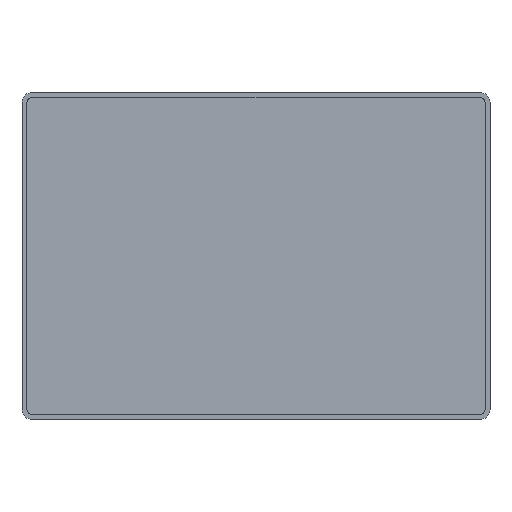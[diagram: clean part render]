
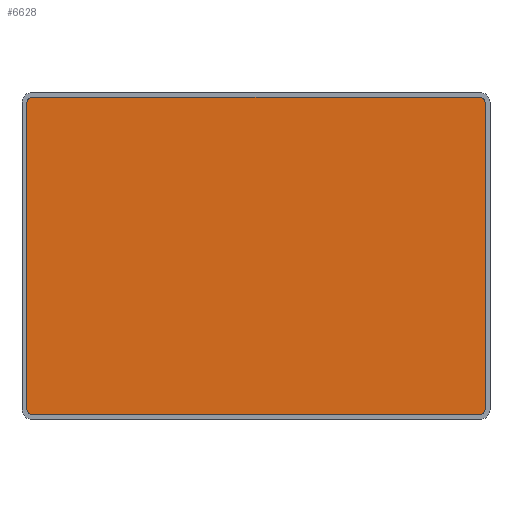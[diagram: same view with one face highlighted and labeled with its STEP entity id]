
A CAD part, top view. The second image highlights one B-rep face of the part: STEP entity #6628.
In plain terms, the highlighted planar face has unit normal (0, 0, 1).
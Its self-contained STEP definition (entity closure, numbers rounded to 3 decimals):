
#150=CIRCLE('',#7038,3.);
#151=CIRCLE('',#7041,3.);
#152=CIRCLE('',#7044,3.);
#153=CIRCLE('',#7047,3.);
#515=ORIENTED_EDGE('',*,*,#2362,.T.);
#516=ORIENTED_EDGE('',*,*,#2365,.T.);
#517=ORIENTED_EDGE('',*,*,#2367,.T.);
#518=ORIENTED_EDGE('',*,*,#2369,.T.);
#519=ORIENTED_EDGE('',*,*,#2371,.T.);
#520=ORIENTED_EDGE('',*,*,#2373,.T.);
#521=ORIENTED_EDGE('',*,*,#2375,.T.);
#522=ORIENTED_EDGE('',*,*,#2376,.T.);
#2362=EDGE_CURVE('',#3313,#3312,#150,.T.);
#2365=EDGE_CURVE('',#3312,#3314,#3960,.T.);
#2367=EDGE_CURVE('',#3314,#3315,#151,.T.);
#2369=EDGE_CURVE('',#3315,#3316,#3963,.T.);
#2371=EDGE_CURVE('',#3316,#3317,#152,.T.);
#2373=EDGE_CURVE('',#3317,#3318,#3966,.T.);
#2375=EDGE_CURVE('',#3318,#3319,#153,.T.);
#2376=EDGE_CURVE('',#3319,#3313,#3968,.T.);
#3312=VERTEX_POINT('',#9647);
#3313=VERTEX_POINT('',#9649);
#3314=VERTEX_POINT('',#9653);
#3315=VERTEX_POINT('',#9657);
#3316=VERTEX_POINT('',#9661);
#3317=VERTEX_POINT('',#9665);
#3318=VERTEX_POINT('',#9669);
#3319=VERTEX_POINT('',#9673);
#3960=LINE('',#9654,#4764);
#3963=LINE('',#9662,#4767);
#3966=LINE('',#9670,#4770);
#3968=LINE('',#9676,#4772);
#4764=VECTOR('',#7744,1000.);
#4767=VECTOR('',#7753,1000.);
#4770=VECTOR('',#7762,1000.);
#4772=VECTOR('',#7770,1000.);
#5509=EDGE_LOOP('',(#515,#516,#517,#518,#519,#520,#521,#522));
#5929=FACE_BOUND('',#5509,.T.);
#6322=PLANE('',#7049);
#6628=ADVANCED_FACE('',(#5929),#6322,.T.);
#7038=AXIS2_PLACEMENT_3D('',#9648,#7738,#7739);
#7041=AXIS2_PLACEMENT_3D('',#9658,#7748,#7749);
#7044=AXIS2_PLACEMENT_3D('',#9666,#7757,#7758);
#7047=AXIS2_PLACEMENT_3D('',#9674,#7766,#7767);
#7049=AXIS2_PLACEMENT_3D('',#9677,#7771,#7772);
#7738=DIRECTION('',(0.,0.,1.));
#7739=DIRECTION('',(1.,0.,0.));
#7744=DIRECTION('',(0.,-1.,0.));
#7748=DIRECTION('',(0.,0.,1.));
#7749=DIRECTION('',(1.,0.,0.));
#7753=DIRECTION('',(1.,0.,0.));
#7757=DIRECTION('',(0.,0.,1.));
#7758=DIRECTION('',(1.,0.,0.));
#7762=DIRECTION('',(0.,1.,0.));
#7766=DIRECTION('',(0.,0.,1.));
#7767=DIRECTION('',(1.,0.,0.));
#7770=DIRECTION('',(-1.,0.,0.));
#7771=DIRECTION('',(0.,0.,1.));
#7772=DIRECTION('',(1.,0.,0.));
#9647=CARTESIAN_POINT('',(-138.,92.5,0.5));
#9648=CARTESIAN_POINT('',(-135.,92.5,0.5));
#9649=CARTESIAN_POINT('',(-135.,95.5,0.5));
#9653=CARTESIAN_POINT('',(-138.,-92.5,0.5));
#9654=CARTESIAN_POINT('',(-138.,92.5,0.5));
#9657=CARTESIAN_POINT('',(-135.,-95.5,0.5));
#9658=CARTESIAN_POINT('',(-135.,-92.5,0.5));
#9661=CARTESIAN_POINT('',(135.,-95.5,0.5));
#9662=CARTESIAN_POINT('',(-135.,-95.5,0.5));
#9665=CARTESIAN_POINT('',(138.,-92.5,0.5));
#9666=CARTESIAN_POINT('',(135.,-92.5,0.5));
#9669=CARTESIAN_POINT('',(138.,92.5,0.5));
#9670=CARTESIAN_POINT('',(138.,-92.5,0.5));
#9673=CARTESIAN_POINT('',(135.,95.5,0.5));
#9674=CARTESIAN_POINT('',(135.,92.5,0.5));
#9676=CARTESIAN_POINT('',(135.,95.5,0.5));
#9677=CARTESIAN_POINT('',(-135.,92.5,0.5));
